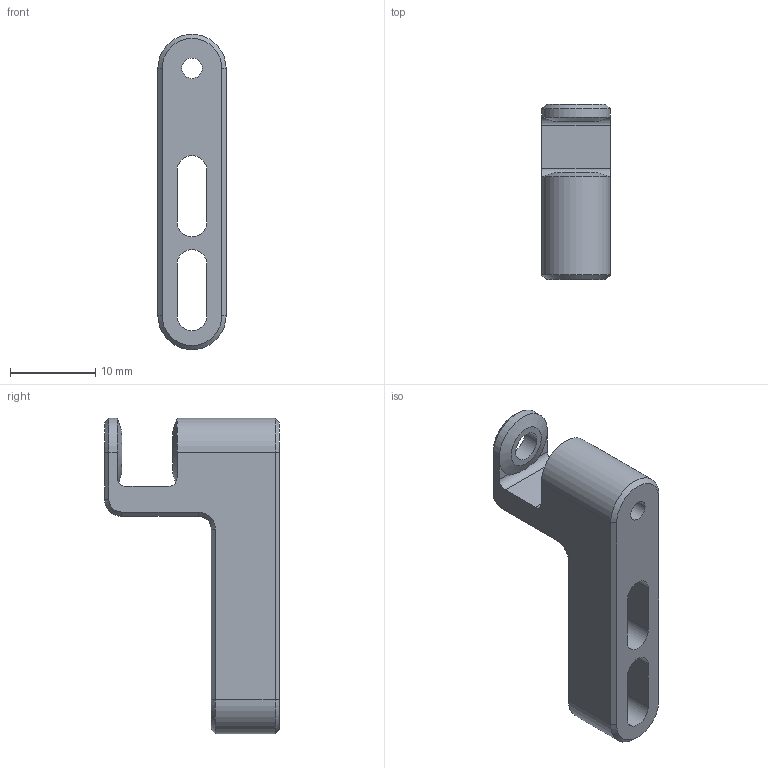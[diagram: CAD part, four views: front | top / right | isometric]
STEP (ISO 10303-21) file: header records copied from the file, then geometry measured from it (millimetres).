
FILE_DESCRIPTION(/* description */ (''),/* implementation_level */ '2;1');
FILE_NAME(/* name */ 'IDLER_BRACKET_Z2.stp',/* time_stamp */ '2022-07-20T21:19:15+09:00',/* author */ (''),/* organization */ (''),/* preprocessor_version */ 'ST-DEVELOPER v16.7',/* originating_system */ '',/* authorisation */ '');
FILE_SCHEMA (('AUTOMOTIVE_DESIGN { 1 0 10303 214 3 1 1 1 }'));
Length unit declared in the file: millimetre
Products named in the file (1): IDLER_BRACKET_Z2
Bounding box: 8 x 20.5 x 37 mm (x, y, z)
Volume: 2367.2 mm3; surface area: 1962.3 mm2
Topology: 1 solids, 1 shells, 48 faces, 120 edges, 75 vertices
Faces by surface type: plane 25, cylinder 13, cone 10
Full cylindrical faces by diameter (mm): 2.4 x1, 3.5 x1
Entity records: 1445 total; most frequent: CARTESIAN_POINT 251, DIRECTION 250, ORIENTED_EDGE 224, EDGE_CURVE 112, AXIS2_PLACEMENT_3D 90, VERTEX_POINT 70, LINE 70, VECTOR 70
